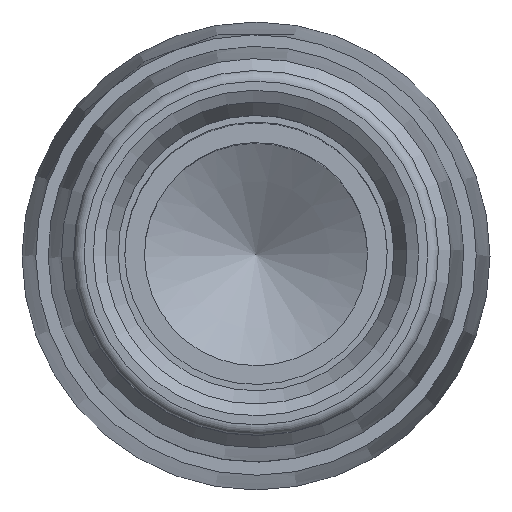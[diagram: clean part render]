
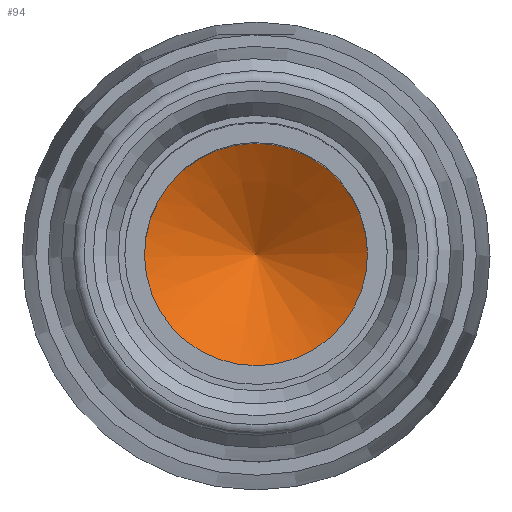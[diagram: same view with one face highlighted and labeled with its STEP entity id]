
A CAD part, top view. The second image highlights one B-rep face of the part: STEP entity #94.
In plain terms, the highlighted conical face has half-angle 60 degrees and reference radius 0 mm.
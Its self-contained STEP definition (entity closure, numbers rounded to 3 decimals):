
#43=VERTEX_LOOP('',#366);
#45=CONICAL_SURFACE('',#477,0.,60.);
#94=ADVANCED_FACE('',(#163,#164),#45,.F.);
#163=FACE_BOUND('',#233,.T.);
#164=FACE_BOUND('',#43,.T.);
#233=EDGE_LOOP('',(#303));
#303=ORIENTED_EDGE('',*,*,#401,.F.);
#365=VERTEX_POINT('',#716);
#366=VERTEX_POINT('',#717);
#401=EDGE_CURVE('',#365,#365,#437,.T.);
#437=CIRCLE('',#476,4.25);
#476=AXIS2_PLACEMENT_3D('',#715,#568,#569);
#477=AXIS2_PLACEMENT_3D('',#718,#570,#571);
#568=DIRECTION('',(0.,0.,-1.));
#569=DIRECTION('',(1.,0.019,0.));
#570=DIRECTION('',(0.,0.,1.));
#571=DIRECTION('',(-1.,-0.019,0.));
#715=CARTESIAN_POINT('',(0.,0.,24.454));
#716=CARTESIAN_POINT('',(4.249,0.08,24.454));
#717=CARTESIAN_POINT('',(0.,0.,22.));
#718=CARTESIAN_POINT('',(0.,0.,22.));
